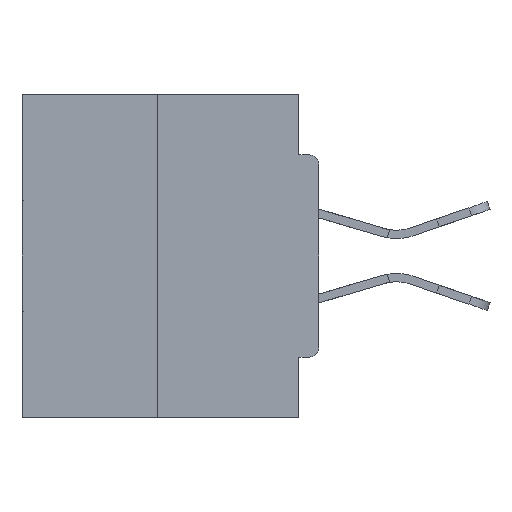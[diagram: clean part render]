
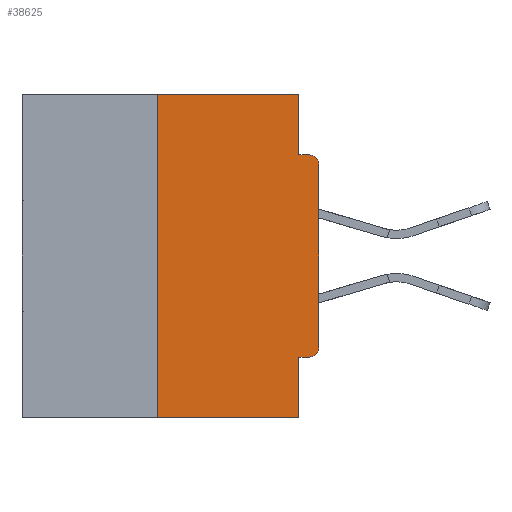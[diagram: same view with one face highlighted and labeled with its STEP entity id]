
A CAD part, left-side view. The second image highlights one B-rep face of the part: STEP entity #38625.
In plain terms, the highlighted planar face has unit normal (-1, 0, 0).
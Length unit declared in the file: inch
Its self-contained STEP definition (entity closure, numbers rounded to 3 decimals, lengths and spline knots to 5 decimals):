
#86 = LINE ( 'NONE', #31068, #33991 ) ;
#252 = ORIENTED_EDGE ( 'NONE', *, *, #12969, .F. ) ;
#390 = VERTEX_POINT ( 'NONE', #37394 ) ;
#1851 = CARTESIAN_POINT ( 'NONE',  ( 0., 0.031, 0. ) ) ;
#2337 = ORIENTED_EDGE ( 'NONE', *, *, #7522, .T. ) ;
#2787 = VERTEX_POINT ( 'NONE', #10666 ) ;
#2938 = DIRECTION ( 'NONE',  ( -1., 0., 0. ) ) ;
#3539 = VERTEX_POINT ( 'NONE', #27172 ) ;
#4152 = LINE ( 'NONE', #15935, #29473 ) ;
#4547 = FACE_OUTER_BOUND ( 'NONE', #8619, .T. ) ;
#6235 = ORIENTED_EDGE ( 'NONE', *, *, #16311, .T. ) ;
#6775 = CARTESIAN_POINT ( 'NONE',  ( 0., 0.015, -0.3915 ) ) ;
#7422 = VECTOR ( 'NONE', #27485, 39.37008 ) ;
#7522 = EDGE_CURVE ( 'NONE', #390, #2787, #23952, .T. ) ;
#7855 = CARTESIAN_POINT ( 'NONE',  ( 0., 0., -0.4065 ) ) ;
#8075 = CARTESIAN_POINT ( 'NONE',  ( 0., 0.031, -0.5 ) ) ;
#8580 = EDGE_CURVE ( 'NONE', #10660, #37926, #35078, .T. ) ;
#8619 = EDGE_LOOP ( 'NONE', ( #11506, #252, #2337, #25215, #32121, #6235, #26642, #8752, #37374, #12277 ) ) ;
#8752 = ORIENTED_EDGE ( 'NONE', *, *, #8580, .T. ) ;
#9658 = VERTEX_POINT ( 'NONE', #21233 ) ;
#9746 = EDGE_CURVE ( 'NONE', #3539, #9658, #37351, .T. ) ;
#10229 = DIRECTION ( 'NONE',  ( 0., -1., 0. ) ) ;
#10660 = VERTEX_POINT ( 'NONE', #31301 ) ;
#10666 = CARTESIAN_POINT ( 'NONE',  ( 0., 0.031, -0.5 ) ) ;
#11374 = CARTESIAN_POINT ( 'NONE',  ( 0., 0.015, -0.1085 ) ) ;
#11506 = ORIENTED_EDGE ( 'NONE', *, *, #33513, .F. ) ;
#11565 = DIRECTION ( 'NONE',  ( 0., 0., -1. ) ) ;
#11577 = EDGE_CURVE ( 'NONE', #30800, #33656, #37832, .T. ) ;
#12277 = ORIENTED_EDGE ( 'NONE', *, *, #11577, .F. ) ;
#12969 = EDGE_CURVE ( 'NONE', #390, #38470, #33497, .T. ) ;
#13158 = DIRECTION ( 'NONE',  ( 0., 1., 0. ) ) ;
#13370 = PLANE ( 'NONE',  #18178 ) ;
#13744 = DIRECTION ( 'NONE',  ( 1., 0., 0. ) ) ;
#13944 = CARTESIAN_POINT ( 'NONE',  ( 0., 0.46, 0. ) ) ;
#13973 = LINE ( 'NONE', #8075, #33477 ) ;
#14486 = EDGE_CURVE ( 'NONE', #9658, #2787, #13973, .T. ) ;
#15935 = CARTESIAN_POINT ( 'NONE',  ( 0., 0., -0.0935 ) ) ;
#16311 = EDGE_CURVE ( 'NONE', #3539, #22718, #30547, .T. ) ;
#17707 = CARTESIAN_POINT ( 'NONE',  ( 0., 0., -0.3915 ) ) ;
#17993 = CARTESIAN_POINT ( 'NONE',  ( 0., 0.46, 0. ) ) ;
#18010 = DIRECTION ( 'NONE',  ( 0., 0., -1. ) ) ;
#18178 = AXIS2_PLACEMENT_3D ( 'NONE', #13944, #13744, #31833 ) ;
#18341 = DIRECTION ( 'NONE',  ( 0., 0., 1. ) ) ;
#18344 = CARTESIAN_POINT ( 'NONE',  ( 0., 0.25, 0. ) ) ;
#18767 = AXIS2_PLACEMENT_3D ( 'NONE', #11374, #2938, #11565 ) ;
#20052 = DIRECTION ( 'NONE',  ( 0., 0., -1. ) ) ;
#20190 = VECTOR ( 'NONE', #29794, 39.37008 ) ;
#20491 = DIRECTION ( 'NONE',  ( 0., 0., -1. ) ) ;
#20771 = DIRECTION ( 'NONE',  ( -1., 0., 0. ) ) ;
#21007 = CARTESIAN_POINT ( 'NONE',  ( 0., 0.46, -0.5 ) ) ;
#21233 = CARTESIAN_POINT ( 'NONE',  ( 0., 0.031, -0.4065 ) ) ;
#21443 = VECTOR ( 'NONE', #20491, 39.37008 ) ;
#22718 = VERTEX_POINT ( 'NONE', #17707 ) ;
#23227 = VECTOR ( 'NONE', #13158, 39.37008 ) ;
#23952 = LINE ( 'NONE', #21007, #7422 ) ;
#24964 = CARTESIAN_POINT ( 'NONE',  ( 0., 0.25, 0. ) ) ;
#25215 = ORIENTED_EDGE ( 'NONE', *, *, #14486, .F. ) ;
#26642 = ORIENTED_EDGE ( 'NONE', *, *, #32827, .T. ) ;
#27172 = CARTESIAN_POINT ( 'NONE',  ( 0., 0.015, -0.4065 ) ) ;
#27206 = DIRECTION ( 'NONE',  ( 0., 0., 1. ) ) ;
#27485 = DIRECTION ( 'NONE',  ( 0., -1., 0. ) ) ;
#28955 = VECTOR ( 'NONE', #27206, 39.37008 ) ;
#29387 = LINE ( 'NONE', #17993, #20190 ) ;
#29473 = VECTOR ( 'NONE', #10229, 39.37008 ) ;
#29794 = DIRECTION ( 'NONE',  ( 0., -1., 0. ) ) ;
#30547 = CIRCLE ( 'NONE', #38702, 0.015 ) ;
#30800 = VERTEX_POINT ( 'NONE', #31190 ) ;
#31068 = CARTESIAN_POINT ( 'NONE',  ( 0., 0., 0. ) ) ;
#31190 = CARTESIAN_POINT ( 'NONE',  ( 0., 0.031, 0. ) ) ;
#31301 = CARTESIAN_POINT ( 'NONE',  ( 0., 0., -0.1085 ) ) ;
#31833 = DIRECTION ( 'NONE',  ( 0., 0., -1. ) ) ;
#32121 = ORIENTED_EDGE ( 'NONE', *, *, #9746, .F. ) ;
#32827 = EDGE_CURVE ( 'NONE', #22718, #10660, #86, .T. ) ;
#33346 = CARTESIAN_POINT ( 'NONE',  ( 0., 0.031, -0.0935 ) ) ;
#33477 = VECTOR ( 'NONE', #20052, 39.37008 ) ;
#33497 = LINE ( 'NONE', #18344, #28955 ) ;
#33513 = EDGE_CURVE ( 'NONE', #38470, #30800, #29387, .T. ) ;
#33656 = VERTEX_POINT ( 'NONE', #33346 ) ;
#33991 = VECTOR ( 'NONE', #18341, 39.37008 ) ;
#35078 = CIRCLE ( 'NONE', #18767, 0.015 ) ;
#36279 = CARTESIAN_POINT ( 'NONE',  ( 0., 0.015, -0.0935 ) ) ;
#37351 = LINE ( 'NONE', #7855, #23227 ) ;
#37374 = ORIENTED_EDGE ( 'NONE', *, *, #38497, .F. ) ;
#37394 = CARTESIAN_POINT ( 'NONE',  ( 0., 0.25, -0.5 ) ) ;
#37832 = LINE ( 'NONE', #1851, #21443 ) ;
#37926 = VERTEX_POINT ( 'NONE', #36279 ) ;
#38470 = VERTEX_POINT ( 'NONE', #24964 ) ;
#38497 = EDGE_CURVE ( 'NONE', #33656, #37926, #4152, .T. ) ;
#38625 = ADVANCED_FACE ( 'NONE', ( #4547 ), #13370, .F. ) ;
#38702 = AXIS2_PLACEMENT_3D ( 'NONE', #6775, #20771, #18010 ) ;
